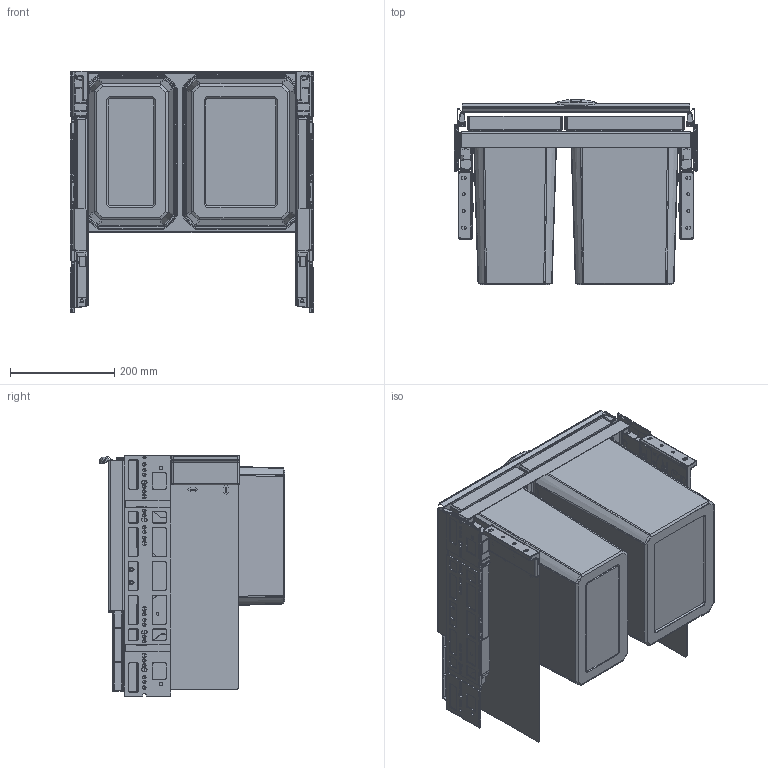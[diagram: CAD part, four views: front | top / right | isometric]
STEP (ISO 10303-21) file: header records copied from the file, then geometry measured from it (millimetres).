
FILE_DESCRIPTION(('STEP AP214'),'1');
FILE_NAME('8012401_V Cox Base 360 K_500-2 Bio.STP','2024-08-14T07:51:51',(' '),(' '),'Spatial InterOp 3D',' ',' ');
FILE_SCHEMA(('AUTOMOTIVE_DESIGN { 1 0 10303 214 1 1 1 1 }'));
Length unit declared in the file: millimetre
Products named in the file (1): 3D-Objekt
Bounding box: 468 x 355.76 x 464 mm (x, y, z)
Volume: 3874374.4 mm3; surface area: 3073492.1 mm2
Topology: 32 solids, 34 shells, 4886 faces, 12529 edges, 7786 vertices
Faces by surface type: plane 1856, cylinder 1796, torus 867, bspline 151, cone 118, sphere 98
Entity records: 216883 total; most frequent: CARTESIAN_POINT 34622, DIRECTION 26763, ORIENTED_EDGE 25010, EDGE_CURVE 12505, STYLED_ITEM 11590, PRESENTATION_STYLE_ASSIGNMENT 11590, COLOUR_RGB 11590, CURVE_STYLE 10850
